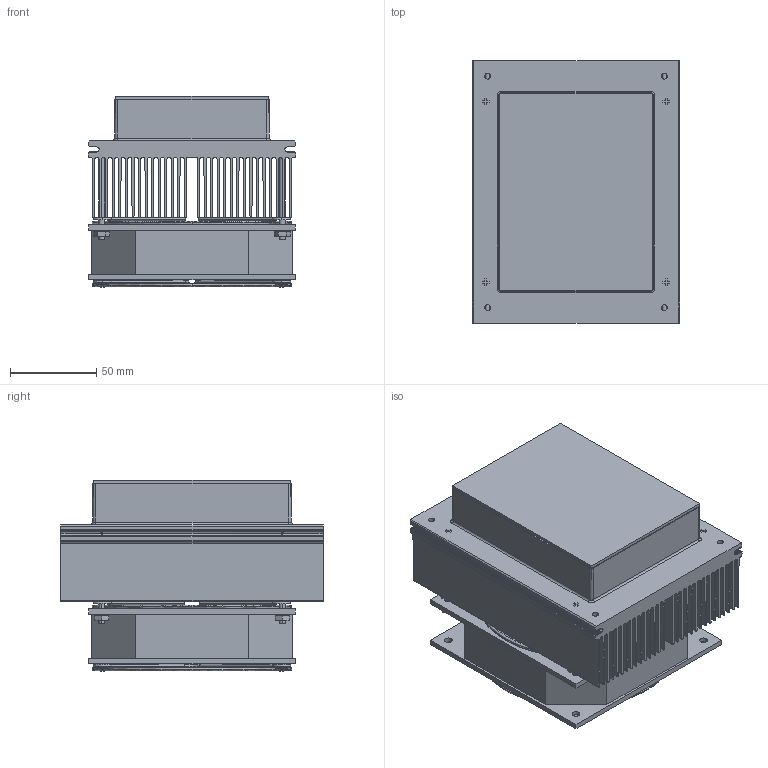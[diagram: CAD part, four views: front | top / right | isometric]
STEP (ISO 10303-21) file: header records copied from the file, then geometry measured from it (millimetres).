
FILE_DESCRIPTION (( 'STEP AP203' ), '1' );
FILE_NAME ('ahp-250cp-270cp.STEP', '2016-05-25T19:34:20', ( '' ), ( '' ), 'SwSTEP 2.0', 'SolidWorks 2016', '' );
FILE_SCHEMA (( 'CONFIG_CONTROL_DESIGN' ));
Length unit declared in the file: inch
Products named in the file (1): ahp-250cp-270cp
Bounding box: 120.55 x 152.4 x 111.26 mm (x, y, z)
Surface area: 453296.8 mm2 (no closed solid volume)
Topology: 0 solids, 40 shells, 534 faces, 1738 edges, 1181 vertices
Faces by surface type: plane 267, cylinder 195, bspline 72
Entity records: 21574 total; most frequent: CARTESIAN_POINT 6611, ORIENTED_EDGE 3052, DIRECTION 3024, EDGE_CURVE 1732, VERTEX_POINT 1178, AXIS2_PLACEMENT_3D 1037, LINE 950, VECTOR 950
